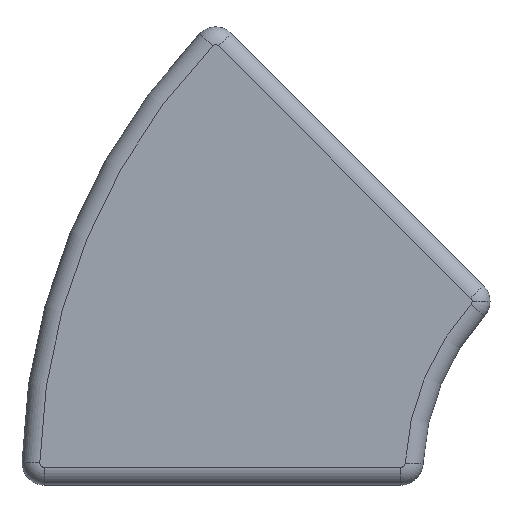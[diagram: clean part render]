
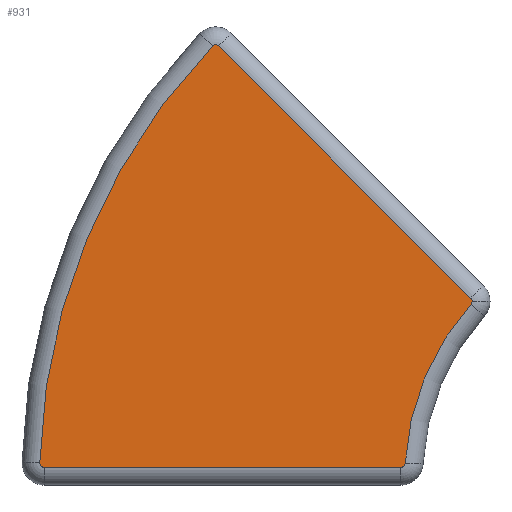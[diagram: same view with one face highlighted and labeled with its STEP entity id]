
A CAD part, top view. The second image highlights one B-rep face of the part: STEP entity #931.
In plain terms, the highlighted planar face has unit normal (0, 0, 1).
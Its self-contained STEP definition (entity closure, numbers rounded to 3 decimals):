
#18 = CARTESIAN_POINT ( 'NONE',  ( -1171.679, 1941.783, 2.5 ) ) ;
#41 = CIRCLE ( 'NONE', #1989, 0.5 ) ;
#61 = DIRECTION ( 'NONE',  ( 1., 0., 0. ) ) ;
#144 = CARTESIAN_POINT ( 'NONE',  ( -1130.656, 1941.745, 2.5 ) ) ;
#165 = EDGE_CURVE ( 'NONE', #1887, #294, #2243, .T. ) ;
#221 = AXIS2_PLACEMENT_3D ( 'NONE', #1103, #241, #2164 ) ;
#241 = DIRECTION ( 'NONE',  ( 0., 0., 1. ) ) ;
#277 = AXIS2_PLACEMENT_3D ( 'NONE', #667, #1349, #1882 ) ;
#294 = VERTEX_POINT ( 'NONE', #802 ) ;
#354 = CARTESIAN_POINT ( 'NONE',  ( -1151.587, 1988.57, 2.5 ) ) ;
#394 = DIRECTION ( 'NONE',  ( 0., 0., 1. ) ) ;
#441 = DIRECTION ( 'NONE',  ( 0., 0., 1. ) ) ;
#442 = CARTESIAN_POINT ( 'NONE',  ( -1109.057, 1946.041, 2.5 ) ) ;
#453 = DIRECTION ( 'NONE',  ( 1., 0., 0. ) ) ;
#460 = AXIS2_PLACEMENT_3D ( 'NONE', #709, #1431, #61 ) ;
#471 = ORIENTED_EDGE ( 'NONE', *, *, #850, .T. ) ;
#480 = ORIENTED_EDGE ( 'NONE', *, *, #585, .T. ) ;
#483 = VERTEX_POINT ( 'NONE', #18 ) ;
#488 = CARTESIAN_POINT ( 'NONE',  ( -1151.941, 1988.217, 2.5 ) ) ;
#570 = CIRCLE ( 'NONE', #277, 70. ) ;
#585 = EDGE_CURVE ( 'NONE', #1733, #2149, #897, .T. ) ;
#599 = VECTOR ( 'NONE', #1108, 1000. ) ;
#600 = AXIS2_PLACEMENT_3D ( 'NONE', #2016, #1703, #648 ) ;
#648 = DIRECTION ( 'NONE',  ( 1., 0., 0. ) ) ;
#651 = CARTESIAN_POINT ( 'NONE',  ( -1101.697, 1940.198, 2.5 ) ) ;
#657 = EDGE_LOOP ( 'NONE', ( #1067, #1543, #998, #975, #2207, #1159, #471, #1895, #1085, #480 ) ) ;
#667 = CARTESIAN_POINT ( 'NONE',  ( -1101.697, 1940.198, 2.5 ) ) ;
#709 = CARTESIAN_POINT ( 'NONE',  ( -1147.409, 1907.689, 2.5 ) ) ;
#723 = CIRCLE ( 'NONE', #221, 0.5 ) ;
#738 = CARTESIAN_POINT ( 'NONE',  ( -1171.179, 1941.771, 2.5 ) ) ;
#763 = EDGE_CURVE ( 'NONE', #1112, #483, #570, .T. ) ;
#802 = CARTESIAN_POINT ( 'NONE',  ( -1171.179, 1941.271, 2.5 ) ) ;
#850 = EDGE_CURVE ( 'NONE', #483, #1887, #41, .T. ) ;
#865 = EDGE_CURVE ( 'NONE', #1714, #1112, #1147, .T. ) ;
#897 = CIRCLE ( 'NONE', #1145, 0.5 ) ;
#931 = ADVANCED_FACE ( 'NONE', ( #1787 ), #1239, .T. ) ;
#943 = VECTOR ( 'NONE', #1950, 1000. ) ;
#975 = ORIENTED_EDGE ( 'NONE', *, *, #1052, .T. ) ;
#976 = CIRCLE ( 'NONE', #1304, 29. ) ;
#995 = DIRECTION ( 'NONE',  ( 0., 0., -1. ) ) ;
#997 = CARTESIAN_POINT ( 'NONE',  ( -1123.268, 1959.581, 2.5 ) ) ;
#998 = ORIENTED_EDGE ( 'NONE', *, *, #1478, .T. ) ;
#1009 = AXIS2_PLACEMENT_3D ( 'NONE', #488, #394, #1212 ) ;
#1052 = EDGE_CURVE ( 'NONE', #1914, #1714, #1099, .T. ) ;
#1067 = ORIENTED_EDGE ( 'NONE', *, *, #1869, .T. ) ;
#1075 = CARTESIAN_POINT ( 'NONE',  ( -1147.409, 1941.271, 2.5 ) ) ;
#1085 = ORIENTED_EDGE ( 'NONE', *, *, #1802, .T. ) ;
#1099 = LINE ( 'NONE', #442, #599 ) ;
#1103 = CARTESIAN_POINT ( 'NONE',  ( -1123.64, 1959.916, 2.5 ) ) ;
#1108 = DIRECTION ( 'NONE',  ( -0.707, 0.707, 0. ) ) ;
#1112 = VERTEX_POINT ( 'NONE', #2170 ) ;
#1145 = AXIS2_PLACEMENT_3D ( 'NONE', #1626, #1817, #453 ) ;
#1147 = CIRCLE ( 'NONE', #1009, 0.5 ) ;
#1159 = ORIENTED_EDGE ( 'NONE', *, *, #763, .T. ) ;
#1160 = CARTESIAN_POINT ( 'NONE',  ( -1171.179, 1941.771, 2.5 ) ) ;
#1179 = EDGE_CURVE ( 'NONE', #1764, #1284, #2024, .T. ) ;
#1212 = DIRECTION ( 'NONE',  ( 1., 0., 0. ) ) ;
#1225 = CARTESIAN_POINT ( 'NONE',  ( -1131.155, 1941.271, 2.5 ) ) ;
#1239 = PLANE ( 'NONE',  #460 ) ;
#1250 = LINE ( 'NONE', #1075, #943 ) ;
#1284 = VERTEX_POINT ( 'NONE', #1537 ) ;
#1304 = AXIS2_PLACEMENT_3D ( 'NONE', #651, #995, #1671 ) ;
#1349 = DIRECTION ( 'NONE',  ( 0., 0., 1. ) ) ;
#1431 = DIRECTION ( 'NONE',  ( 0., 0., 1. ) ) ;
#1478 = EDGE_CURVE ( 'NONE', #1284, #1914, #723, .T. ) ;
#1537 = CARTESIAN_POINT ( 'NONE',  ( -1123.14, 1959.916, 2.5 ) ) ;
#1543 = ORIENTED_EDGE ( 'NONE', *, *, #1179, .T. ) ;
#1626 = CARTESIAN_POINT ( 'NONE',  ( -1131.155, 1941.771, 2.5 ) ) ;
#1642 = DIRECTION ( 'NONE',  ( 1., 0., 0. ) ) ;
#1671 = DIRECTION ( 'NONE',  ( 1., 0., 0. ) ) ;
#1691 = AXIS2_PLACEMENT_3D ( 'NONE', #738, #441, #1642 ) ;
#1703 = DIRECTION ( 'NONE',  ( 0., 0., 1. ) ) ;
#1714 = VERTEX_POINT ( 'NONE', #354 ) ;
#1733 = VERTEX_POINT ( 'NONE', #1225 ) ;
#1764 = VERTEX_POINT ( 'NONE', #997 ) ;
#1787 = FACE_OUTER_BOUND ( 'NONE', #657, .T. ) ;
#1802 = EDGE_CURVE ( 'NONE', #294, #1733, #1250, .T. ) ;
#1817 = DIRECTION ( 'NONE',  ( 0., 0., 1. ) ) ;
#1869 = EDGE_CURVE ( 'NONE', #2149, #1764, #976, .T. ) ;
#1876 = CARTESIAN_POINT ( 'NONE',  ( -1123.286, 1960.269, 2.5 ) ) ;
#1882 = DIRECTION ( 'NONE',  ( 1., 0., 0. ) ) ;
#1887 = VERTEX_POINT ( 'NONE', #2189 ) ;
#1895 = ORIENTED_EDGE ( 'NONE', *, *, #165, .T. ) ;
#1914 = VERTEX_POINT ( 'NONE', #1876 ) ;
#1950 = DIRECTION ( 'NONE',  ( 1., 0., 0. ) ) ;
#1989 = AXIS2_PLACEMENT_3D ( 'NONE', #1160, #2210, #2220 ) ;
#2016 = CARTESIAN_POINT ( 'NONE',  ( -1123.64, 1959.916, 2.5 ) ) ;
#2024 = CIRCLE ( 'NONE', #600, 0.5 ) ;
#2149 = VERTEX_POINT ( 'NONE', #144 ) ;
#2164 = DIRECTION ( 'NONE',  ( 1., 0., 0. ) ) ;
#2170 = CARTESIAN_POINT ( 'NONE',  ( -1152.302, 1988.562, 2.5 ) ) ;
#2189 = CARTESIAN_POINT ( 'NONE',  ( -1171.679, 1941.771, 2.5 ) ) ;
#2207 = ORIENTED_EDGE ( 'NONE', *, *, #865, .T. ) ;
#2210 = DIRECTION ( 'NONE',  ( 0., 0., 1. ) ) ;
#2220 = DIRECTION ( 'NONE',  ( 1., 0., 0. ) ) ;
#2243 = CIRCLE ( 'NONE', #1691, 0.5 ) ;
